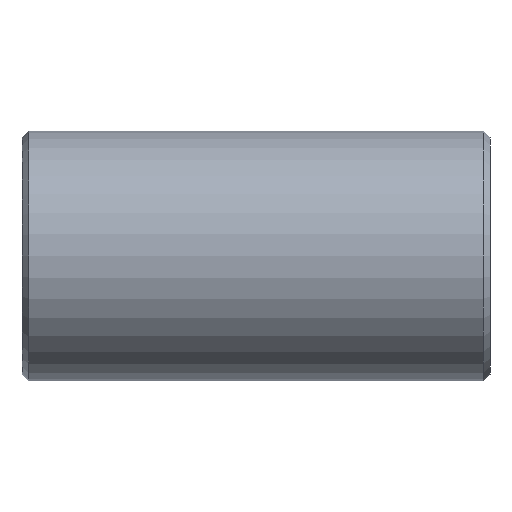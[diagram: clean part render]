
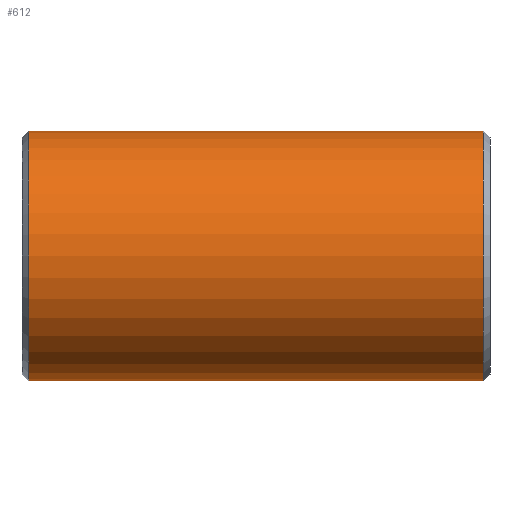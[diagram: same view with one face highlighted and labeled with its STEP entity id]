
A CAD part, front view. The second image highlights one B-rep face of the part: STEP entity #612.
In plain terms, the highlighted cylindrical face has radius 50.8 mm (diameter 101.6 mm), a partial arc.
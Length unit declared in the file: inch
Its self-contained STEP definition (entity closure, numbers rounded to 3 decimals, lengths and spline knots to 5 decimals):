
#20 = VERTEX_POINT ( 'NONE', #693 ) ;
#31 = AXIS2_PLACEMENT_3D ( 'NONE', #582, #525, #229 ) ;
#46 = LINE ( 'NONE', #291, #697 ) ;
#58 = EDGE_CURVE ( 'NONE', #20, #161, #501, .T. ) ;
#97 = AXIS2_PLACEMENT_3D ( 'NONE', #502, #444, #428 ) ;
#99 = CARTESIAN_POINT ( 'NONE',  ( -3.644, 0., -2. ) ) ;
#106 = DIRECTION ( 'NONE',  ( -1., 0., 0. ) ) ;
#108 = EDGE_CURVE ( 'NONE', #139, #392, #286, .T. ) ;
#115 = CARTESIAN_POINT ( 'NONE',  ( -3.644, 0., 2. ) ) ;
#139 = VERTEX_POINT ( 'NONE', #115 ) ;
#161 = VERTEX_POINT ( 'NONE', #533 ) ;
#175 = LINE ( 'NONE', #605, #299 ) ;
#229 = DIRECTION ( 'NONE',  ( 0., 0., -1. ) ) ;
#249 = EDGE_CURVE ( 'NONE', #20, #392, #46, .T. ) ;
#263 = ORIENTED_EDGE ( 'NONE', *, *, #58, .T. ) ;
#286 = CIRCLE ( 'NONE', #673, 2. ) ;
#291 = CARTESIAN_POINT ( 'NONE',  ( 3.75, 0., -2. ) ) ;
#299 = VECTOR ( 'NONE', #106, 39.37008 ) ;
#320 = FACE_OUTER_BOUND ( 'NONE', #443, .T. ) ;
#392 = VERTEX_POINT ( 'NONE', #99 ) ;
#409 = CARTESIAN_POINT ( 'NONE',  ( -3.644, 0., 0. ) ) ;
#425 = DIRECTION ( 'NONE',  ( 0., 0., 1. ) ) ;
#428 = DIRECTION ( 'NONE',  ( 0., 0., 1. ) ) ;
#443 = EDGE_LOOP ( 'NONE', ( #508, #263, #729, #722 ) ) ;
#444 = DIRECTION ( 'NONE',  ( -1., 0., 0. ) ) ;
#501 = CIRCLE ( 'NONE', #31, 2. ) ;
#502 = CARTESIAN_POINT ( 'NONE',  ( 3.75, 0., 0. ) ) ;
#508 = ORIENTED_EDGE ( 'NONE', *, *, #249, .F. ) ;
#525 = DIRECTION ( 'NONE',  ( -1., 0., 0. ) ) ;
#533 = CARTESIAN_POINT ( 'NONE',  ( 3.644, 0., 2. ) ) ;
#542 = EDGE_CURVE ( 'NONE', #161, #139, #175, .T. ) ;
#559 = CYLINDRICAL_SURFACE ( 'NONE', #97, 2. ) ;
#582 = CARTESIAN_POINT ( 'NONE',  ( 3.644, 0., 0. ) ) ;
#605 = CARTESIAN_POINT ( 'NONE',  ( 3.75, 0., 2. ) ) ;
#612 = ADVANCED_FACE ( 'NONE', ( #320 ), #559, .T. ) ;
#673 = AXIS2_PLACEMENT_3D ( 'NONE', #409, #767, #425 ) ;
#693 = CARTESIAN_POINT ( 'NONE',  ( 3.644, 0., -2. ) ) ;
#697 = VECTOR ( 'NONE', #710, 39.37008 ) ;
#710 = DIRECTION ( 'NONE',  ( -1., 0., 0. ) ) ;
#722 = ORIENTED_EDGE ( 'NONE', *, *, #108, .T. ) ;
#729 = ORIENTED_EDGE ( 'NONE', *, *, #542, .T. ) ;
#767 = DIRECTION ( 'NONE',  ( 1., 0., 0. ) ) ;
